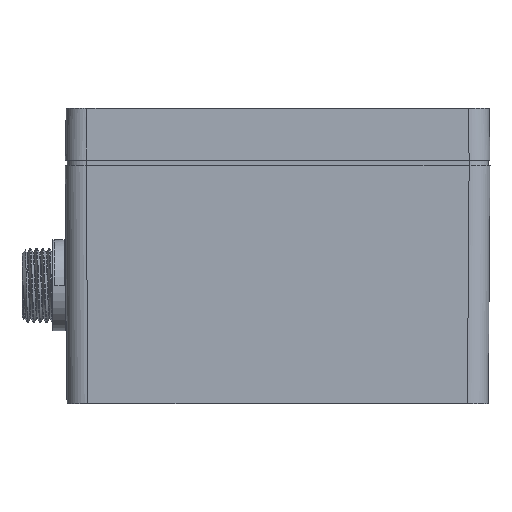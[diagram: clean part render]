
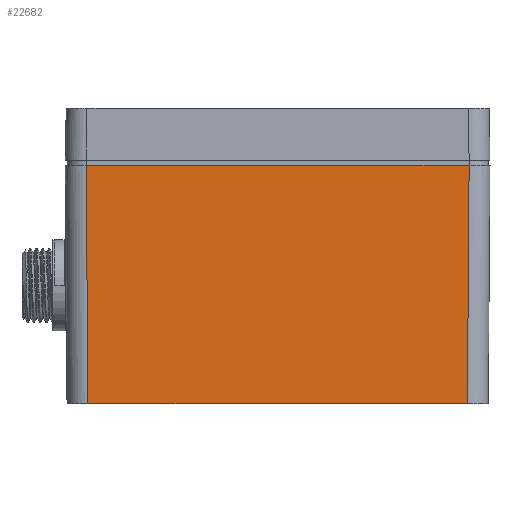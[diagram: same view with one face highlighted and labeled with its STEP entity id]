
A CAD part, left-side view. The second image highlights one B-rep face of the part: STEP entity #22682.
In plain terms, the highlighted planar face has unit normal (-1, 0, -0.007).
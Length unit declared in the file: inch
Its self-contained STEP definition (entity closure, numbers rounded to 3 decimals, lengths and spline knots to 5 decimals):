
#932 = CARTESIAN_POINT ( 'NONE',  ( -2.35057, 2.15372, -1.653 ) ) ;
#960 = CARTESIAN_POINT ( 'NONE',  ( -2.36417, 2.59843, 0.21063 ) ) ;
#1089 = CARTESIAN_POINT ( 'NONE',  ( -2.35544, 2.15861, -0.98609 ) ) ;
#1259 = CARTESIAN_POINT ( 'NONE',  ( -2.34793, 2.15107, -2.0148 ) ) ;
#1363 = EDGE_CURVE ( 'NONE', #20888, #19008, #30238, .T. ) ;
#1441 = CARTESIAN_POINT ( 'NONE',  ( -2.34814, 2.15128, -1.98537 ) ) ;
#1471 = CARTESIAN_POINT ( 'NONE',  ( -2.3622, 2.59843, -0.05906 ) ) ;
#1607 = CARTESIAN_POINT ( 'NONE',  ( -2.34498, 2.14811, -2.41863 ) ) ;
#1804 = CARTESIAN_POINT ( 'NONE',  ( -2.34252, -2.14572, -2.75591 ) ) ;
#2056 = LINE ( 'NONE', #26277, #26710 ) ;
#2121 = PLANE ( 'NONE',  #27552 ) ;
#3541 = CARTESIAN_POINT ( 'NONE',  ( -2.34694, 2.15011, -2.15063 ) ) ;
#3717 = CARTESIAN_POINT ( 'NONE',  ( -2.3622, 2.16536, -0.05906 ) ) ;
#3861 = ORIENTED_EDGE ( 'NONE', *, *, #1363, .T. ) ;
#4144 = VECTOR ( 'NONE', #23233, 39.37008 ) ;
#4242 = CARTESIAN_POINT ( 'NONE',  ( -2.35378, 2.15694, -1.21369 ) ) ;
#5834 = CARTESIAN_POINT ( 'NONE',  ( -2.34411, 2.14717, -2.53866 ) ) ;
#6173 = CARTESIAN_POINT ( 'NONE',  ( -2.34582, 2.14902, -2.30437 ) ) ;
#6352 = CARTESIAN_POINT ( 'NONE',  ( -2.35384, 2.157, -1.20557 ) ) ;
#6540 = CARTESIAN_POINT ( 'NONE',  ( -2.3457, 2.1489, -2.31959 ) ) ;
#6860 = CARTESIAN_POINT ( 'NONE',  ( -2.34814, 2.15128, -1.9853 ) ) ;
#6953 = VERTEX_POINT ( 'NONE', #20326 ) ;
#7723 = VERTEX_POINT ( 'NONE', #32019 ) ;
#8662 = EDGE_CURVE ( 'NONE', #6953, #7723, #2056, .T. ) ;
#8835 = CARTESIAN_POINT ( 'NONE',  ( -2.34693, 2.15011, -2.15144 ) ) ;
#8991 = CARTESIAN_POINT ( 'NONE',  ( -2.35377, 2.15694, -1.21468 ) ) ;
#9163 = CARTESIAN_POINT ( 'NONE',  ( -2.35377, 2.15693, -1.21515 ) ) ;
#9353 = CARTESIAN_POINT ( 'NONE',  ( -2.34424, 2.14731, -2.5206 ) ) ;
#9515 = CARTESIAN_POINT ( 'NONE',  ( -2.35364, 2.1568, -1.23276 ) ) ;
#10277 = CARTESIAN_POINT ( 'NONE',  ( -2.3622, -2.16536, -0.05906 ) ) ;
#11637 = CARTESIAN_POINT ( 'NONE',  ( -2.34574, 2.14894, -2.31529 ) ) ;
#11793 = CARTESIAN_POINT ( 'NONE',  ( -2.35274, 2.1559, -1.35623 ) ) ;
#11961 = CARTESIAN_POINT ( 'NONE',  ( -2.34814, 2.15128, -1.98535 ) ) ;
#12149 = CARTESIAN_POINT ( 'NONE',  ( -2.34814, 2.15128, -1.98535 ) ) ;
#12304 = CARTESIAN_POINT ( 'NONE',  ( -2.34826, 2.15139, -1.9697 ) ) ;
#12763 = DIRECTION ( 'NONE',  ( 0., 1., 0. ) ) ;
#13557 = CARTESIAN_POINT ( 'NONE',  ( -2.34252, 2.14598, -2.75591 ) ) ;
#14252 = CARTESIAN_POINT ( 'NONE',  ( -2.34692, 2.1501, -2.15293 ) ) ;
#14436 = CARTESIAN_POINT ( 'NONE',  ( -2.35431, 2.15748, -1.1406 ) ) ;
#14952 = CARTESIAN_POINT ( 'NONE',  ( -2.35379, 2.15696, -1.21127 ) ) ;
#16545 = CARTESIAN_POINT ( 'NONE',  ( -2.34416, 2.14722, -2.53115 ) ) ;
#16877 = CARTESIAN_POINT ( 'NONE',  ( -2.3581, 2.16128, -0.62089 ) ) ;
#17056 = CARTESIAN_POINT ( 'NONE',  ( -2.35398, 2.15715, -1.18625 ) ) ;
#17242 = CARTESIAN_POINT ( 'NONE',  ( -2.34573, 2.14893, -2.31549 ) ) ;
#17291 = EDGE_CURVE ( 'NONE', #7723, #19008, #24804, .T. ) ;
#17560 = CARTESIAN_POINT ( 'NONE',  ( -2.34815, 2.15128, -1.98517 ) ) ;
#17908 = DIRECTION ( 'NONE',  ( -0.007, 0., 1. ) ) ;
#18643 = CARTESIAN_POINT ( 'NONE',  ( -2.34285, 2.14608, -2.71074 ) ) ;
#19008 = VERTEX_POINT ( 'NONE', #3717 ) ;
#19179 = CARTESIAN_POINT ( 'NONE',  ( -2.34394, 2.14699, -2.56155 ) ) ;
#19534 = CARTESIAN_POINT ( 'NONE',  ( -2.34816, 2.1513, -1.98262 ) ) ;
#19697 = CARTESIAN_POINT ( 'NONE',  ( -2.34723, 2.15039, -2.11068 ) ) ;
#19701 = EDGE_LOOP ( 'NONE', ( #24667, #31210, #3861, #32573 ) ) ;
#19882 = CARTESIAN_POINT ( 'NONE',  ( -2.34762, 2.15077, -2.05712 ) ) ;
#20012 = EDGE_CURVE ( 'NONE', #6953, #20888, #31267, .T. ) ;
#20223 = CARTESIAN_POINT ( 'NONE',  ( -2.35377, 2.15694, -1.21472 ) ) ;
#20326 = CARTESIAN_POINT ( 'NONE',  ( -2.34252, -2.14572, -2.75591 ) ) ;
#20888 = VERTEX_POINT ( 'NONE', #10277 ) ;
#22355 = CARTESIAN_POINT ( 'NONE',  ( -2.34685, 2.15002, -2.16327 ) ) ;
#22516 = CARTESIAN_POINT ( 'NONE',  ( -2.34542, 2.14858, -2.359 ) ) ;
#22682 = ADVANCED_FACE ( 'NONE', ( #31231 ), #2121, .T. ) ;
#22870 = CARTESIAN_POINT ( 'NONE',  ( -2.34575, 2.14895, -2.31296 ) ) ;
#23233 = DIRECTION ( 'NONE',  ( -0.007, -0.007, 1. ) ) ;
#24279 = CARTESIAN_POINT ( 'NONE',  ( -2.34324, 2.14633, -2.65714 ) ) ;
#24466 = CARTESIAN_POINT ( 'NONE',  ( -2.34412, 2.14718, -2.53643 ) ) ;
#24667 = ORIENTED_EDGE ( 'NONE', *, *, #8662, .F. ) ;
#24804 = B_SPLINE_CURVE_WITH_KNOTS ( 'NONE', 3,
 ( #13557, #18643, #24279, #32318, #19179, #27083, #5834, #24466, #16545, #9353, #30554, #1607, #22516, #27591, #6540, #30371, #30210, #25662, #17242, #11637, #22870, #6173, #28096, #25304, #22355, #33518, #14252, #8835, #3541, #25485, #30723, #19697, #19882, #1259, #33161, #24977, #11961, #1441, #12149, #6860, #17560, #33351, #19534, #12304, #32995, #932, #11793, #9515, #30877, #9163, #20223, #8991, #28273, #4242, #14952, #6352, #17056, #14436, #1089, #16877, #27942, #32838 ),
 .UNSPECIFIED., .F., .F.,
 ( 4, 2, 1, 2, 2, 1, 1, 1, 1, 1, 1, 2, 2, 1, 1, 1, 1, 1, 1, 1, 2, 2, 1, 1, 1, 1, 1, 2, 2, 1, 1, 1, 1, 1, 1, 1, 1, 1, 1, 2, 2, 1, 1, 1, 1, 1, 1, 1, 4 ),
 ( 0., 0.0625, 0.07812, 0.08008, 0.08203, 0.08594, 0.09375, 0.125, 0.15625, 0.16016, 0.16211, 0.16309, 0.16333, 0.16357, 0.16406, 0.17187, 0.1875, 0.21875, 0.22266, 0.22363, 0.22412, 0.22461, 0.22656, 0.23437, 0.25, 0.28125, 0.28516, 0.28564, 0.28589, 0.28613, 0.28711, 0.28906, 0.29687, 0.3125, 0.375, 0.5, 0.5625, 0.57031, 0.57129, 0.57141, 0.57153, 0.57178, 0.57227, 0.57422, 0.57812, 0.59375, 0.625, 0.75, 1. ),
 .UNSPECIFIED. ) ;
#24977 = CARTESIAN_POINT ( 'NONE',  ( -2.34814, 2.15128, -1.98587 ) ) ;
#25304 = CARTESIAN_POINT ( 'NONE',  ( -2.34646, 2.14966, -2.21594 ) ) ;
#25399 = VECTOR ( 'NONE', #27968, 39.37008 ) ;
#25485 = CARTESIAN_POINT ( 'NONE',  ( -2.34696, 2.15013, -2.14797 ) ) ;
#25662 = CARTESIAN_POINT ( 'NONE',  ( -2.34573, 2.14893, -2.31562 ) ) ;
#26277 = CARTESIAN_POINT ( 'NONE',  ( -2.34252, 2.85827, -2.75591 ) ) ;
#26710 = VECTOR ( 'NONE', #12763, 39.37008 ) ;
#27083 = CARTESIAN_POINT ( 'NONE',  ( -2.34407, 2.14713, -2.54284 ) ) ;
#27552 = AXIS2_PLACEMENT_3D ( 'NONE', #960, #34031, #17908 ) ;
#27591 = CARTESIAN_POINT ( 'NONE',  ( -2.34566, 2.14885, -2.32572 ) ) ;
#27942 = CARTESIAN_POINT ( 'NONE',  ( -2.36056, 2.16373, -0.28379 ) ) ;
#27968 = DIRECTION ( 'NONE',  ( 0., 1., 0. ) ) ;
#28096 = CARTESIAN_POINT ( 'NONE',  ( -2.34606, 2.14926, -2.27137 ) ) ;
#28273 = CARTESIAN_POINT ( 'NONE',  ( -2.35377, 2.15694, -1.21435 ) ) ;
#30210 = CARTESIAN_POINT ( 'NONE',  ( -2.34573, 2.14893, -2.31587 ) ) ;
#30238 = LINE ( 'NONE', #1471, #25399 ) ;
#30371 = CARTESIAN_POINT ( 'NONE',  ( -2.34572, 2.14892, -2.31696 ) ) ;
#30554 = CARTESIAN_POINT ( 'NONE',  ( -2.34452, 2.14761, -2.48189 ) ) ;
#30723 = CARTESIAN_POINT ( 'NONE',  ( -2.34703, 2.15021, -2.1374 ) ) ;
#30877 = CARTESIAN_POINT ( 'NONE',  ( -2.35375, 2.15692, -1.21709 ) ) ;
#31210 = ORIENTED_EDGE ( 'NONE', *, *, #20012, .T. ) ;
#31231 = FACE_OUTER_BOUND ( 'NONE', #19701, .T. ) ;
#31267 = LINE ( 'NONE', #1804, #4144 ) ;
#32019 = CARTESIAN_POINT ( 'NONE',  ( -2.34252, 2.14598, -2.75591 ) ) ;
#32318 = CARTESIAN_POINT ( 'NONE',  ( -2.34381, 2.14686, -2.57959 ) ) ;
#32573 = ORIENTED_EDGE ( 'NONE', *, *, #17291, .F. ) ;
#32838 = CARTESIAN_POINT ( 'NONE',  ( -2.3622, 2.16536, -0.05906 ) ) ;
#32995 = CARTESIAN_POINT ( 'NONE',  ( -2.34883, 2.15197, -1.89122 ) ) ;
#33161 = CARTESIAN_POINT ( 'NONE',  ( -2.34812, 2.15125, -1.98899 ) ) ;
#33351 = CARTESIAN_POINT ( 'NONE',  ( -2.34815, 2.15128, -1.98463 ) ) ;
#33518 = CARTESIAN_POINT ( 'NONE',  ( -2.3469, 2.15008, -2.15516 ) ) ;
#34031 = DIRECTION ( 'NONE',  ( -1., 0., -0.007 ) ) ;
